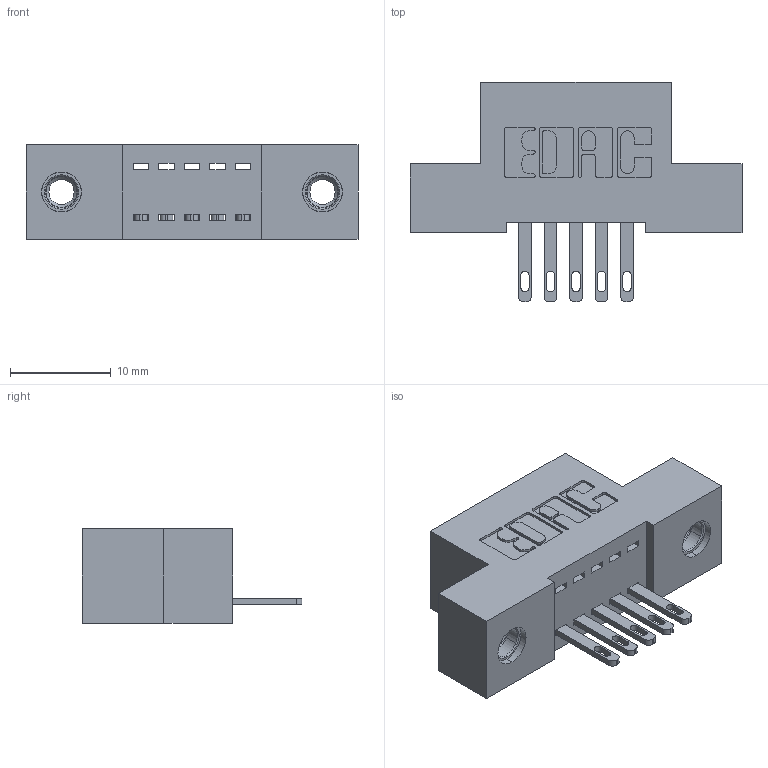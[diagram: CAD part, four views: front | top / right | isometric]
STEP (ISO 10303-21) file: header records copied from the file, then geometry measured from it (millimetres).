
FILE_DESCRIPTION (( 'STEP AP203' ), '1' );
FILE_NAME ('342-005-500-107.STEP', '2018-08-10T10:55:44', ( '' ), ( '' ), 'SwSTEP 2.0', 'SolidWorks 2016', '' );
FILE_SCHEMA (( 'CONFIG_CONTROL_DESIGN' ));
Length unit declared in the file: inch
Products named in the file (4): 342-005-500-107; 342 Part_TI; 345-292-001_345-293-100; 345-250-001_345-250-005-103
Assembly tree (8 placements, depth 2):
  342-005-500-107
    342 Part_TI
    345-292-001_345-293-100  x5
    345-250-001_345-250-005-103  x2
Bounding box: 33.02 x 21.85 x 9.4 mm (x, y, z)
Volume: 2749.3 mm3; surface area: 3388.5 mm2
Topology: 8 solids, 8 shells, 440 faces, 1275 edges, 842 vertices
Faces by surface type: plane 278, cylinder 146, cone 12, torus 4
Entity records: 8826 total; most frequent: CARTESIAN_POINT 1508, ORIENTED_EDGE 1442, DIRECTION 1381, EDGE_CURVE 721, LINE 569, VECTOR 569, VERTEX_POINT 476, AXIS2_PLACEMENT_3D 406
